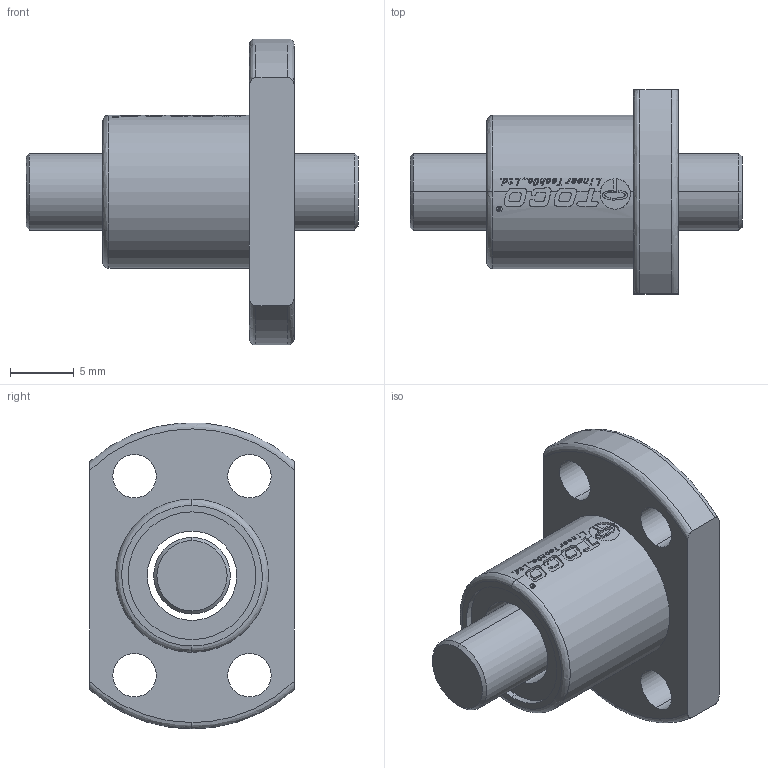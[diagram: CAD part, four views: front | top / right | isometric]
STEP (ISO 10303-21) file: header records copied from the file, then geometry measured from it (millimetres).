
FILE_DESCRIPTION (( 'STEP AP203' ), '1' );
FILE_NAME ('SFK00601.STEP', '2019-04-04T02:59:26', ( '' ), ( '' ), 'SwSTEP 2.0', 'SolidWorks 2015', '' );
FILE_SCHEMA (( 'CONFIG_CONTROL_DESIGN' ));
Length unit declared in the file: millimetre
Products named in the file (1): SFK00601
Bounding box: 26 x 16 x 23.96 mm (x, y, z)
Volume: 2459.6 mm3; surface area: 2270.7 mm2
Topology: 2 solids, 2 shells, 674 faces, 1903 edges, 1266 vertices
Faces by surface type: plane 604, cylinder 37, bspline 29, cone 4
Entity records: 23241 total; most frequent: CARTESIAN_POINT 7274, ORIENTED_EDGE 3806, DIRECTION 2717, EDGE_CURVE 1903, LINE 1277, VECTOR 1277, VERTEX_POINT 1266, AXIS2_PLACEMENT_3D 720
